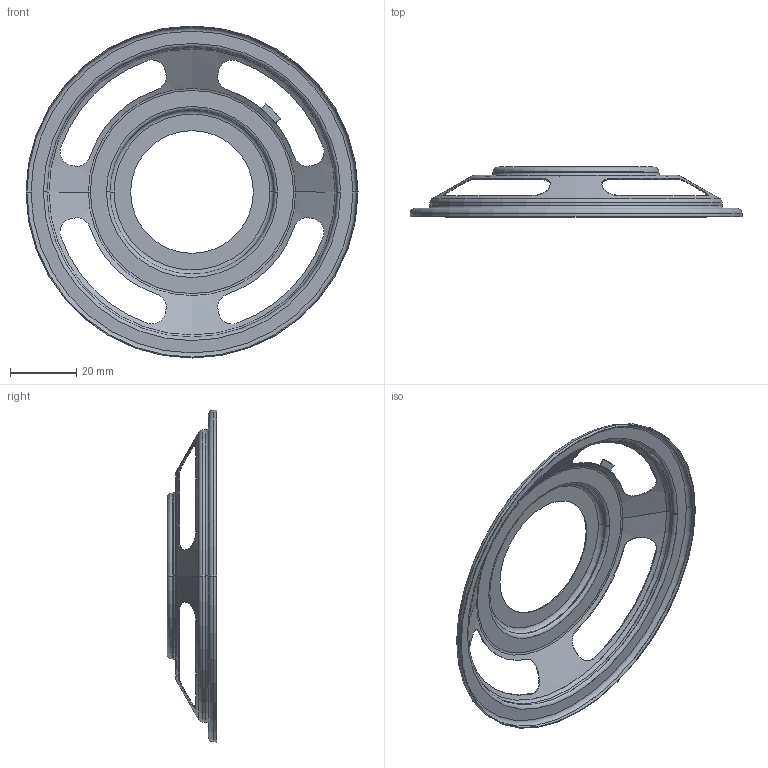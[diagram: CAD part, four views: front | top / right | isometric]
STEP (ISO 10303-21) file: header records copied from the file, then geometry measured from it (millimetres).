
FILE_DESCRIPTION(('produced by SPATIAL CORP'),'2;1');
FILE_NAME( 'spkr_hsg_4_.prt.hh.sat.stp','2002-04-19T14:10:42+00:00',('SPATIAL CORP'),('SPATIAL CORP'), 'ACIS STEP Husk','http://www.spatial.com','SPATIAL CORP');
FILE_SCHEMA(('CONFIG_CONTROL_DESIGN'));
Length unit declared in the file: millimetre
Products named in the file (1): PRODUCT_ID_1
Bounding box: 100 x 15 x 100 mm (x, y, z)
Volume: 1746.1 mm3; surface area: 13970.7 mm2
Topology: 1 solids, 1 shells, 119 faces, 304 edges, 192 vertices
Faces by surface type: cylinder 48, torus 48, plane 17, cone 4, bspline 2
Entity records: 3964 total; most frequent: CARTESIAN_POINT 1245, ORIENTED_EDGE 608, DIRECTION 504, EDGE_CURVE 304, AXIS2_PLACEMENT_3D 213, VERTEX_POINT 192, CIRCLE 145, EDGE_LOOP 134
